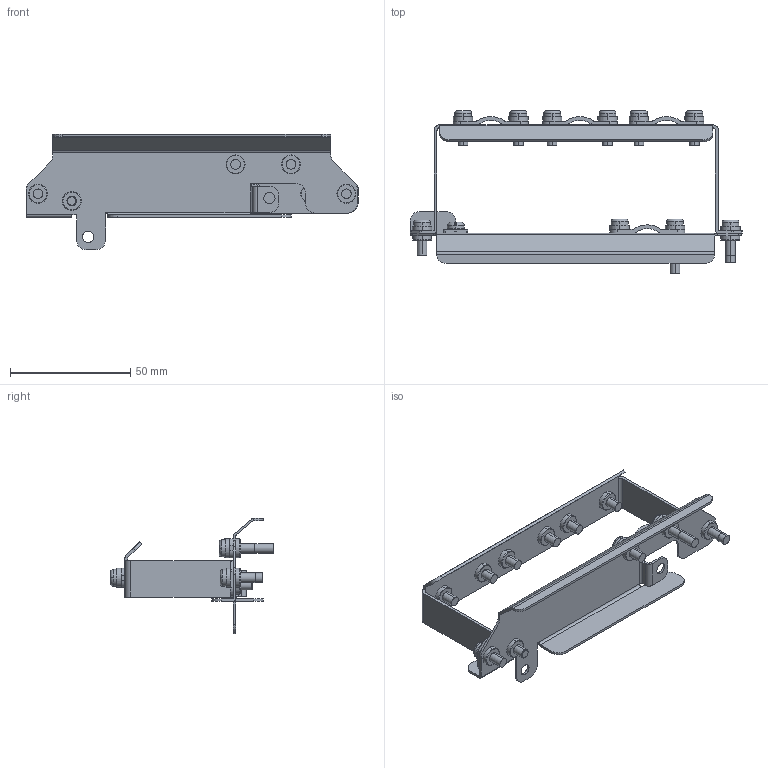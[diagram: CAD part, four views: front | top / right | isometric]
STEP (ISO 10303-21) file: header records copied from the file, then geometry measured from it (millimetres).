
FILE_DESCRIPTION (( 'STEP AP214' ), '1' );
FILE_NAME ('GS20XA-EPB.STEP', '2020-06-10T12:07:59', ( '' ), ( '' ), 'SwSTEP 2.0', 'SolidWorks 2017', '' );
FILE_SCHEMA (( 'AUTOMOTIVE_DESIGN' ));
Length unit declared in the file: inch
Products named in the file (1): GS20XA-EPB
Bounding box: 137.8 x 67.5 x 48.05 mm (x, y, z)
Volume: 17759.3 mm3; surface area: 31132.9 mm2
Topology: 30 solids, 30 shells, 987 faces, 2485 edges, 1628 vertices
Faces by surface type: plane 474, cylinder 354, cone 131, bspline 26, torus 2
Entity records: 31572 total; most frequent: CARTESIAN_POINT 7151, DIRECTION 5051, ORIENTED_EDGE 4970, EDGE_CURVE 2485, AXIS2_PLACEMENT_3D 1856, VERTEX_POINT 1628, LINE 1339, VECTOR 1339
